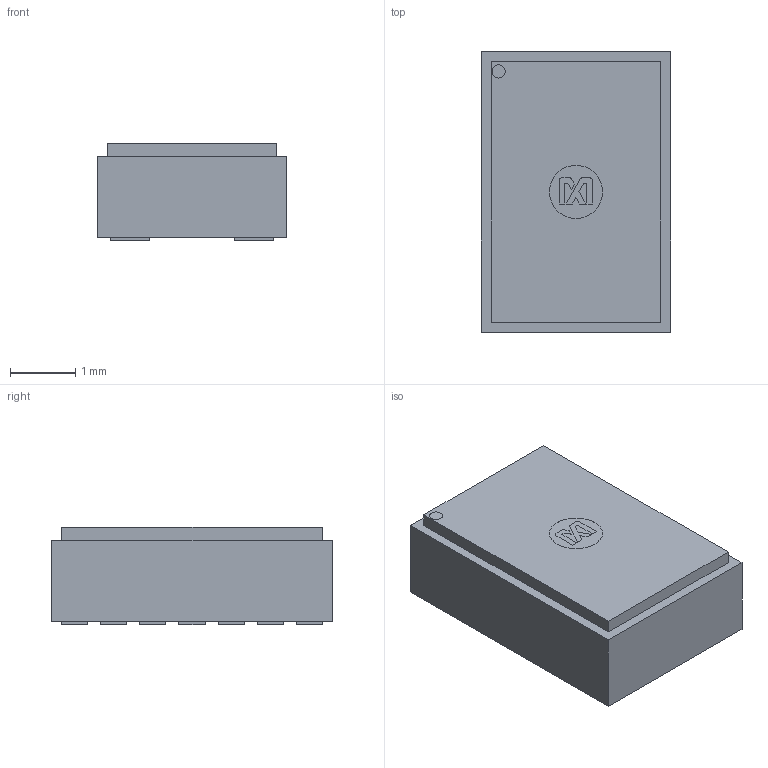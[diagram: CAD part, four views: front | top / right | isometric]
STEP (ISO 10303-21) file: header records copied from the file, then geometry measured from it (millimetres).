
FILE_DESCRIPTION (( 'STEP AP214' ), '1' );
FILE_NAME ('maxim_90-100106.STEP', '2020-04-16T06:43:20', ( '' ), ( '' ), 'SwSTEP 2.0', 'SolidWorks 2017', '' );
FILE_SCHEMA (( 'AUTOMOTIVE_DESIGN' ));
Length unit declared in the file: millimetre
Products named in the file (2): maxim_90-100106
Bounding box: 2.9 x 4.3 x 1.5 mm (x, y, z)
Surface area: 47 mm2 (no closed solid volume)
Topology: 0 solids, 1 shells, 89 faces, 228 edges, 160 vertices
Faces by surface type: plane 85, cylinder 4
Entity records: 2953 total; most frequent: CARTESIAN_POINT 551, ORIENTED_EDGE 456, DIRECTION 394, EDGE_CURVE 228, VECTOR 196, LINE 196, VERTEX_POINT 160, EDGE_LOOP 108
